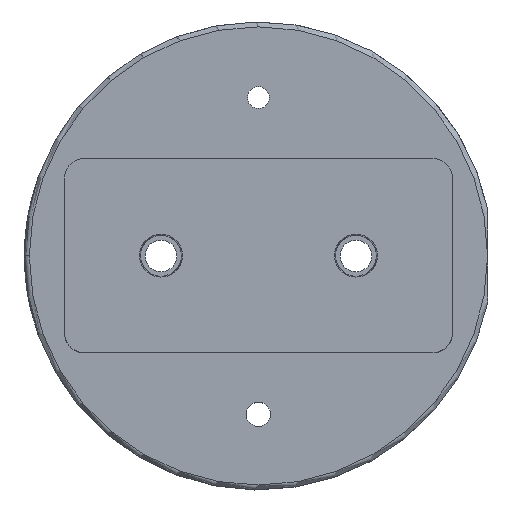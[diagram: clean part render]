
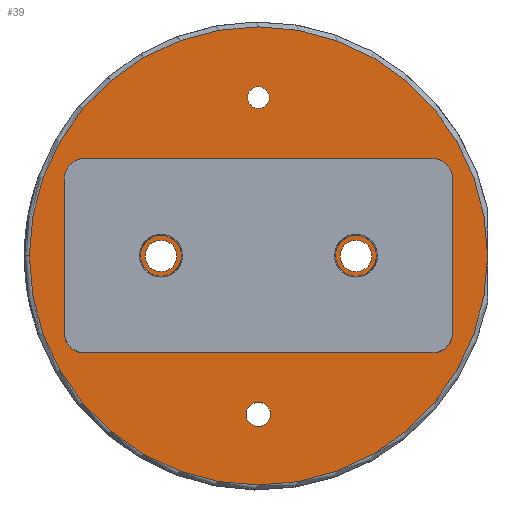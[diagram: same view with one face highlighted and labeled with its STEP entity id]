
A CAD part, top view. The second image highlights one B-rep face of the part: STEP entity #39.
In plain terms, the highlighted planar face has unit normal (0, 0, 1).
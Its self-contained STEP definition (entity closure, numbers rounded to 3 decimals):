
#39 = ADVANCED_FACE ( 'NONE', ( #5089, #1553, #2653, #14343, #232 ), #13168, .T. ) ;
#232 = FACE_BOUND ( 'NONE', #5507, .T. ) ;
#413 = CIRCLE ( 'NONE', #7414, 3.25 ) ;
#439 = CARTESIAN_POINT ( 'NONE',  ( 20.916, -59., 12. ) ) ;
#481 = ORIENTED_EDGE ( 'NONE', *, *, #4764, .F. ) ;
#526 = DIRECTION ( 'NONE',  ( 0., 0., 1. ) ) ;
#603 = VERTEX_POINT ( 'NONE', #14963 ) ;
#890 = DIRECTION ( 'NONE',  ( 0., 0., 1. ) ) ;
#1065 = ORIENTED_EDGE ( 'NONE', *, *, #10112, .F. ) ;
#1251 = EDGE_CURVE ( 'NONE', #14260, #3040, #7003, .T. ) ;
#1319 = EDGE_CURVE ( 'NONE', #3166, #12967, #7771, .T. ) ;
#1334 = ORIENTED_EDGE ( 'NONE', *, *, #2056, .F. ) ;
#1359 = EDGE_CURVE ( 'NONE', #2098, #1664, #6764, .T. ) ;
#1404 = EDGE_CURVE ( 'NONE', #10420, #2573, #6258, .T. ) ;
#1553 = FACE_BOUND ( 'NONE', #11385, .T. ) ;
#1664 = VERTEX_POINT ( 'NONE', #3954 ) ;
#1794 = AXIS2_PLACEMENT_3D ( 'NONE', #4206, #5218, #14848 ) ;
#1806 = EDGE_LOOP ( 'NONE', ( #8364, #5775 ) ) ;
#1812 = CARTESIAN_POINT ( 'NONE',  ( 1.916, -26.5, 12. ) ) ;
#1860 = EDGE_CURVE ( 'NONE', #2573, #10420, #3527, .T. ) ;
#1886 = DIRECTION ( 'NONE',  ( 0., 0., 1. ) ) ;
#2056 = EDGE_CURVE ( 'NONE', #603, #10478, #4013, .T. ) ;
#2075 = DIRECTION ( 'NONE',  ( 1., 0., 0. ) ) ;
#2098 = VERTEX_POINT ( 'NONE', #1812 ) ;
#2126 = CIRCLE ( 'NONE', #13149, 3.25 ) ;
#2244 = CARTESIAN_POINT ( 'NONE',  ( 1.666, -91.5, 12. ) ) ;
#2350 = ORIENTED_EDGE ( 'NONE', *, *, #1359, .F. ) ;
#2423 = CARTESIAN_POINT ( 'NONE',  ( 4.166, -26.5, 12. ) ) ;
#2573 = VERTEX_POINT ( 'NONE', #3032 ) ;
#2653 = FACE_OUTER_BOUND ( 'NONE', #1806, .T. ) ;
#2735 = DIRECTION ( 'NONE',  ( 1., 0., 0. ) ) ;
#2910 = DIRECTION ( 'NONE',  ( 0., 0., 1. ) ) ;
#3032 = CARTESIAN_POINT ( 'NONE',  ( -42.834, -59., 12. ) ) ;
#3040 = VERTEX_POINT ( 'NONE', #8271 ) ;
#3090 = CIRCLE ( 'NONE', #3600, 2.25 ) ;
#3157 = DIRECTION ( 'NONE',  ( 1., 0., 0. ) ) ;
#3166 = VERTEX_POINT ( 'NONE', #11874 ) ;
#3200 = CARTESIAN_POINT ( 'NONE',  ( -19.084, -59., 12. ) ) ;
#3206 = AXIS2_PLACEMENT_3D ( 'NONE', #3831, #7289, #2735 ) ;
#3244 = DIRECTION ( 'NONE',  ( 1., 0., 0. ) ) ;
#3254 = AXIS2_PLACEMENT_3D ( 'NONE', #9229, #3417, #2075 ) ;
#3281 = ORIENTED_EDGE ( 'NONE', *, *, #6447, .F. ) ;
#3417 = DIRECTION ( 'NONE',  ( 0., 0., 1. ) ) ;
#3527 = CIRCLE ( 'NONE', #14525, 47. ) ;
#3600 = AXIS2_PLACEMENT_3D ( 'NONE', #2423, #7208, #6111 ) ;
#3771 = AXIS2_PLACEMENT_3D ( 'NONE', #4020, #5184, #4098 ) ;
#3831 = CARTESIAN_POINT ( 'NONE',  ( 0., 0., 12. ) ) ;
#3954 = CARTESIAN_POINT ( 'NONE',  ( 6.416, -26.5, 12. ) ) ;
#4013 = CIRCLE ( 'NONE', #7283, 3.25 ) ;
#4020 = CARTESIAN_POINT ( 'NONE',  ( 4.166, -91.5, 12. ) ) ;
#4098 = DIRECTION ( 'NONE',  ( 1., 0., 0. ) ) ;
#4128 = CARTESIAN_POINT ( 'NONE',  ( 24.166, -59., 12. ) ) ;
#4206 = CARTESIAN_POINT ( 'NONE',  ( 4.166, -91.5, 12. ) ) ;
#4384 = CARTESIAN_POINT ( 'NONE',  ( 51.166, -59., 12. ) ) ;
#4670 = DIRECTION ( 'NONE',  ( 0., 0., 1. ) ) ;
#4764 = EDGE_CURVE ( 'NONE', #1664, #2098, #3090, .T. ) ;
#5089 = FACE_BOUND ( 'NONE', #11116, .T. ) ;
#5184 = DIRECTION ( 'NONE',  ( 0., 0., 1. ) ) ;
#5218 = DIRECTION ( 'NONE',  ( 0., 0., 1. ) ) ;
#5361 = CARTESIAN_POINT ( 'NONE',  ( -15.834, -59., 12. ) ) ;
#5497 = DIRECTION ( 'NONE',  ( 1., 0., 0. ) ) ;
#5507 = EDGE_LOOP ( 'NONE', ( #13352, #6057 ) ) ;
#5775 = ORIENTED_EDGE ( 'NONE', *, *, #1860, .T. ) ;
#6057 = ORIENTED_EDGE ( 'NONE', *, *, #14790, .F. ) ;
#6111 = DIRECTION ( 'NONE',  ( 1., 0., 0. ) ) ;
#6258 = CIRCLE ( 'NONE', #11532, 47. ) ;
#6447 = EDGE_CURVE ( 'NONE', #10478, #603, #2126, .T. ) ;
#6601 = ORIENTED_EDGE ( 'NONE', *, *, #1319, .F. ) ;
#6764 = CIRCLE ( 'NONE', #3254, 2.25 ) ;
#6926 = DIRECTION ( 'NONE',  ( 0., 0., 1. ) ) ;
#7003 = CIRCLE ( 'NONE', #1794, 2.5 ) ;
#7208 = DIRECTION ( 'NONE',  ( 0., 0., 1. ) ) ;
#7283 = AXIS2_PLACEMENT_3D ( 'NONE', #14590, #2910, #8966 ) ;
#7289 = DIRECTION ( 'NONE',  ( 0., 0., 1. ) ) ;
#7308 = CIRCLE ( 'NONE', #3771, 2.5 ) ;
#7414 = AXIS2_PLACEMENT_3D ( 'NONE', #7861, #1886, #5497 ) ;
#7771 = CIRCLE ( 'NONE', #12258, 3.25 ) ;
#7861 = CARTESIAN_POINT ( 'NONE',  ( 24.166, -59., 12. ) ) ;
#7972 = CARTESIAN_POINT ( 'NONE',  ( 4.166, -59., 12. ) ) ;
#8111 = CARTESIAN_POINT ( 'NONE',  ( 4.166, -59., 12. ) ) ;
#8271 = CARTESIAN_POINT ( 'NONE',  ( 6.666, -91.5, 12. ) ) ;
#8364 = ORIENTED_EDGE ( 'NONE', *, *, #1404, .T. ) ;
#8966 = DIRECTION ( 'NONE',  ( 1., 0., 0. ) ) ;
#9229 = CARTESIAN_POINT ( 'NONE',  ( 4.166, -26.5, 12. ) ) ;
#10101 = DIRECTION ( 'NONE',  ( 1., 0., 0. ) ) ;
#10112 = EDGE_CURVE ( 'NONE', #12967, #3166, #413, .T. ) ;
#10420 = VERTEX_POINT ( 'NONE', #4384 ) ;
#10478 = VERTEX_POINT ( 'NONE', #3200 ) ;
#11116 = EDGE_LOOP ( 'NONE', ( #1334, #3281 ) ) ;
#11385 = EDGE_LOOP ( 'NONE', ( #6601, #1065 ) ) ;
#11532 = AXIS2_PLACEMENT_3D ( 'NONE', #7972, #4670, #11736 ) ;
#11736 = DIRECTION ( 'NONE',  ( 1., 0., 0. ) ) ;
#11874 = CARTESIAN_POINT ( 'NONE',  ( 27.416, -59., 12. ) ) ;
#12258 = AXIS2_PLACEMENT_3D ( 'NONE', #4128, #526, #10101 ) ;
#12967 = VERTEX_POINT ( 'NONE', #439 ) ;
#13149 = AXIS2_PLACEMENT_3D ( 'NONE', #5361, #890, #3244 ) ;
#13168 = PLANE ( 'NONE',  #3206 ) ;
#13309 = EDGE_LOOP ( 'NONE', ( #481, #2350 ) ) ;
#13352 = ORIENTED_EDGE ( 'NONE', *, *, #1251, .F. ) ;
#14260 = VERTEX_POINT ( 'NONE', #2244 ) ;
#14343 = FACE_BOUND ( 'NONE', #13309, .T. ) ;
#14525 = AXIS2_PLACEMENT_3D ( 'NONE', #8111, #6926, #3157 ) ;
#14590 = CARTESIAN_POINT ( 'NONE',  ( -15.834, -59., 12. ) ) ;
#14790 = EDGE_CURVE ( 'NONE', #3040, #14260, #7308, .T. ) ;
#14848 = DIRECTION ( 'NONE',  ( 1., 0., 0. ) ) ;
#14963 = CARTESIAN_POINT ( 'NONE',  ( -12.584, -59., 12. ) ) ;
